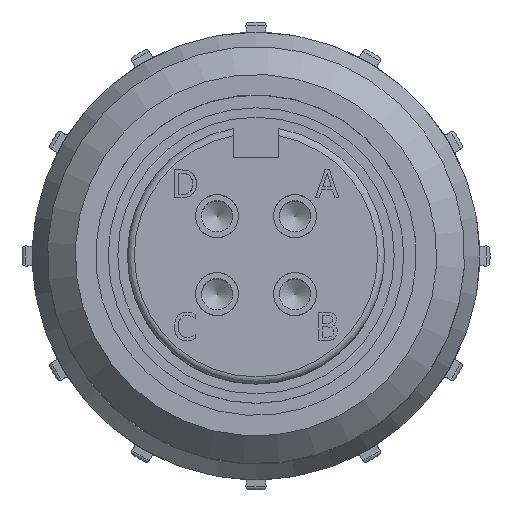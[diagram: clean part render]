
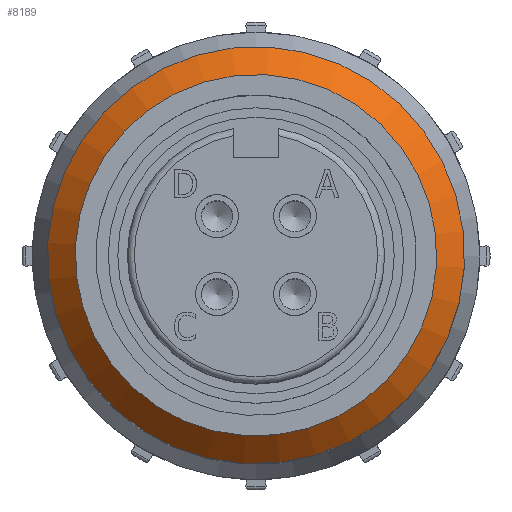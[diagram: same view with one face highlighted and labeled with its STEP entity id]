
A CAD part, top view. The second image highlights one B-rep face of the part: STEP entity #8189.
In plain terms, the highlighted conical face has half-angle 45 degrees and reference radius 7.112 mm.
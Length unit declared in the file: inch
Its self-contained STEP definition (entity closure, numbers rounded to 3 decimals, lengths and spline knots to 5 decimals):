
#47=CONICAL_SURFACE('',#8764,0.28,45.);
#342=FACE_BOUND('',#1457,.T.);
#852=FACE_OUTER_BOUND('',#1456,.T.);
#1456=EDGE_LOOP('',(#5505));
#1457=EDGE_LOOP('',(#5506));
#2785=CIRCLE('',#8761,0.3);
#2787=CIRCLE('',#8765,0.26);
#3453=VERTEX_POINT('',#13338);
#3455=VERTEX_POINT('',#13344);
#4193=EDGE_CURVE('',#3453,#3453,#2785,.T.);
#4195=EDGE_CURVE('',#3455,#3455,#2787,.T.);
#5505=ORIENTED_EDGE('',*,*,#4195,.T.);
#5506=ORIENTED_EDGE('',*,*,#4193,.T.);
#8189=ADVANCED_FACE('',(#852,#342),#47,.T.);
#8761=AXIS2_PLACEMENT_3D('',#13339,#10059,#10060);
#8764=AXIS2_PLACEMENT_3D('',#13343,#10065,#10066);
#8765=AXIS2_PLACEMENT_3D('',#13345,#10067,#10068);
#10059=DIRECTION('center_axis',(0.,0.,
1.));
#10060=DIRECTION('ref_axis',(0.918,-0.397,0.));
#10065=DIRECTION('center_axis',(0.,0.,
-1.));
#10066=DIRECTION('ref_axis',(0.918,-0.397,0.));
#10067=DIRECTION('center_axis',(0.,0.,
-1.));
#10068=DIRECTION('ref_axis',(0.918,-0.397,0.));
#13338=CARTESIAN_POINT('',(-0.27533,0.11913,-0.095));
#13339=CARTESIAN_POINT('Origin',(0.,0.,
-0.095));
#13343=CARTESIAN_POINT('Origin',(0.,0.,
-0.075));
#13344=CARTESIAN_POINT('',(-0.23862,0.10325,-0.055));
#13345=CARTESIAN_POINT('Origin',(0.,0.,
-0.055));
